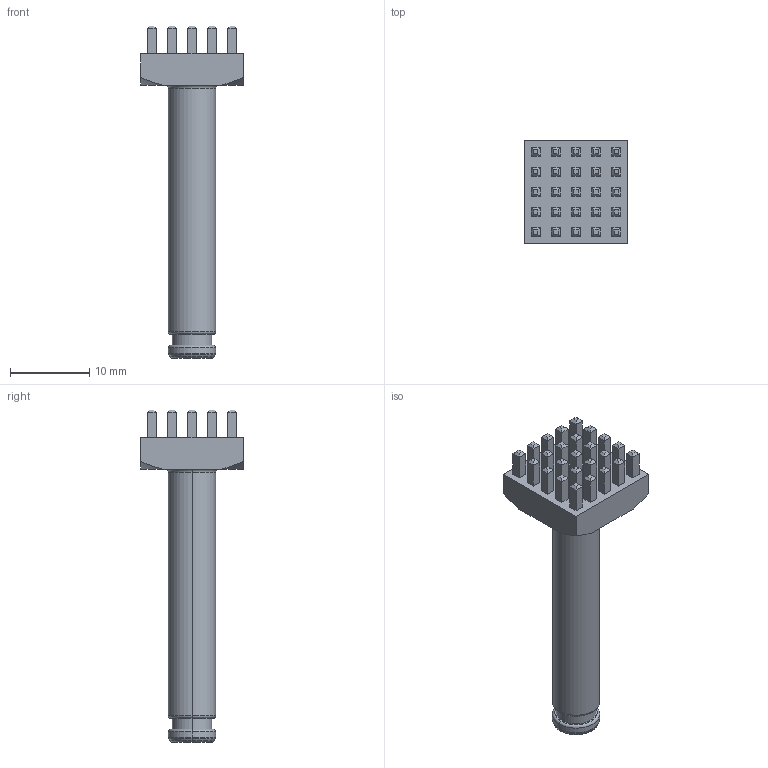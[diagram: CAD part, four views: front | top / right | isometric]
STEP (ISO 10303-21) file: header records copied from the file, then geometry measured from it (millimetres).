
FILE_DESCRIPTION (( 'STEP AP203' ), '1' );
FILE_NAME ('LF999206-C01.STEP', '2021-09-10T12:12:36', ( '' ), ( '' ), 'SwSTEP 2.0', 'SolidWorks 2018', '' );
FILE_SCHEMA (( 'CONFIG_CONTROL_DESIGN' ));
Length unit declared in the file: millimetre
Products named in the file (1): LF999206-C01
Bounding box: 13 x 13 x 42 mm (x, y, z)
Volume: 1741.5 mm3; surface area: 1560.1 mm2
Topology: 1 solids, 1 shells, 285 faces, 647 edges, 393 vertices
Faces by surface type: plane 261, torus 10, cone 8, cylinder 6
Entity records: 7841 total; most frequent: CARTESIAN_POINT 1419, ORIENTED_EDGE 1290, DIRECTION 1245, EDGE_CURVE 645, VECTOR 597, LINE 597, VERTEX_POINT 393, AXIS2_PLACEMENT_3D 324
